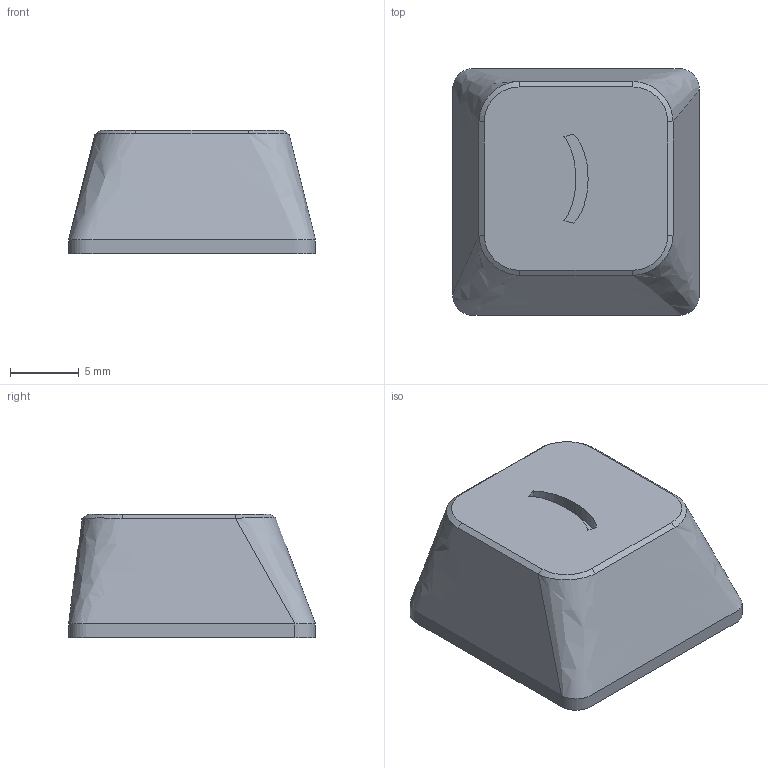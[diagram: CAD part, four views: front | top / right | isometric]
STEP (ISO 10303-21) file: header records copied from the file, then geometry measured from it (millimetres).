
FILE_DESCRIPTION(/* description */ (''),/* implementation_level */ '2;1');
FILE_NAME(/* name */ 'cap_rprn',/* time_stamp */ '2024-01-10T21:49:45+09:00',/* author */ (''),/* organization */ (''),/* preprocessor_version */ 'ST-DEVELOPER v16.5',/* originating_system */ 'Rhino 7.35',/* authorisation */ '');
FILE_SCHEMA (('AUTOMOTIVE_DESIGN_CC2'));
Length unit declared in the file: millimetre
Products named in the file (1): Document
Bounding box: 18 x 18 x 9 mm (x, y, z)
Volume: 1242.5 mm3; surface area: 1490 mm2
Topology: 1 solids, 1 shells, 61 faces, 151 edges, 95 vertices
Faces by surface type: plane 42, bspline 16, cylinder 3
Entity records: 1932 total; most frequent: CARTESIAN_POINT 916, ORIENTED_EDGE 302, EDGE_CURVE 151, B_SPLINE_CURVE_WITH_KNOTS 115, VERTEX_POINT 95, EDGE_LOOP 64, ADVANCED_FACE 61, FACE_OUTER_BOUND 61
